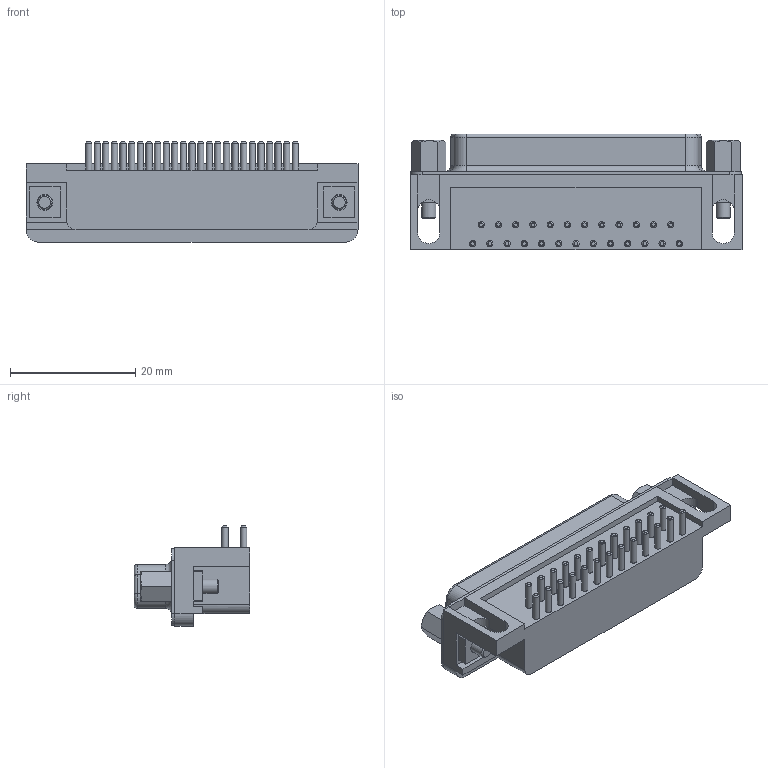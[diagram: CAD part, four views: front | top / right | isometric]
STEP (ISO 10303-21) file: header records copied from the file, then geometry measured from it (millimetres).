
FILE_DESCRIPTION(/* description */ (''),/* implementation_level */ '2;1');
FILE_NAME(/* name */ 'DB25Edit.stp',/* time_stamp */ '2019-06-12T21:02:09-03:00',/* author */ ('delar'),/* organization */ (''),/* preprocessor_version */ 'ST-DEVELOPER v17',/* originating_system */ 'Autodesk Inventor 2019',/* authorisation */ '');
FILE_SCHEMA (('AUTOMOTIVE_DESIGN { 1 0 10303 214 3 1 1 }'));
Length unit declared in the file: millimetre
Products named in the file (1): DB25Edit
Bounding box: 53 x 18.5 x 16 mm (x, y, z)
Volume: 7718.5 mm3; surface area: 4662.6 mm2
Topology: 1 solids, 1 shells, 283 faces, 584 edges, 360 vertices
Faces by surface type: plane 125, cylinder 92, cone 58, torus 8
Full cylindrical faces by diameter (mm): 1 x50, 2.3 x2, 2.5 x4
Entity records: 7527 total; most frequent: DIRECTION 1394, CARTESIAN_POINT 1252, ORIENTED_EDGE 1168, EDGE_CURVE 584, AXIS2_PLACEMENT_3D 538, VERTEX_POINT 360, EDGE_LOOP 344, LINE 318
